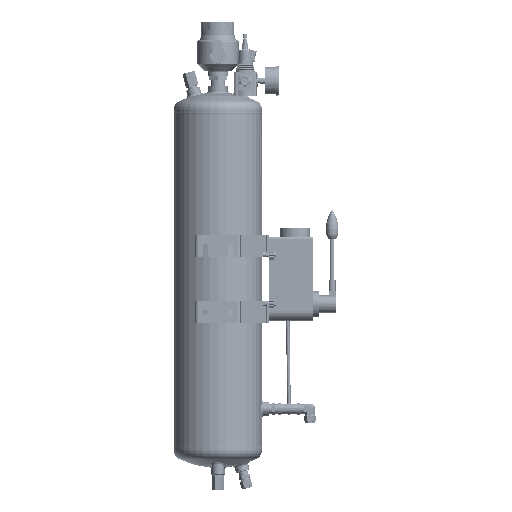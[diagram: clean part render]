
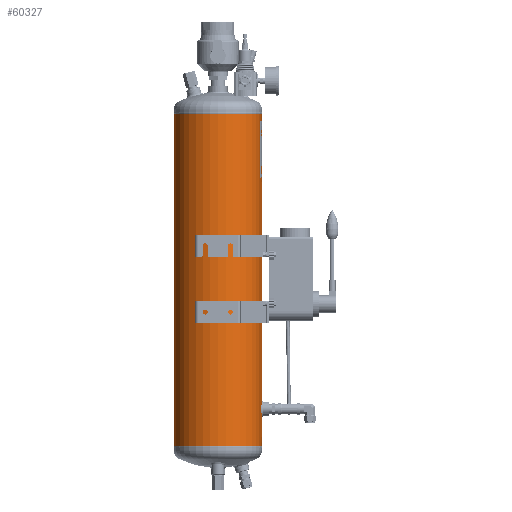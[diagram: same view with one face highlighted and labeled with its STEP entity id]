
A CAD part, left-side view. The second image highlights one B-rep face of the part: STEP entity #60327.
In plain terms, the highlighted cylindrical face has radius 100 mm (diameter 200 mm), a partial arc.
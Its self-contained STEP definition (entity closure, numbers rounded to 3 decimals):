
#3930=B_SPLINE_CURVE_WITH_KNOTS('',3,(#96656,#96657,#96658,#96659,#96660,
#96661,#96662,#96663,#96664,#96665,#96666),.UNSPECIFIED.,.T.,.F.,(1,1,1,
1,1,1,1,1,1,1,1,1,1,1,1),(-0.012,-0.008,-0.004,
0.,0.004,0.008,0.012,0.016,
0.02,0.023,0.027,0.031,
0.035,0.039,0.043),.UNSPECIFIED.);
#3931=B_SPLINE_CURVE_WITH_KNOTS('',3,(#96668,#96669,#96670,#96671,#96672,
#96673,#96674,#96675,#96676,#96677,#96678),.UNSPECIFIED.,.T.,.F.,(1,1,1,
1,1,1,1,1,1,1,1,1,1,1,1),(-0.012,-0.008,-0.004,
0.,0.004,0.008,0.012,0.016,
0.02,0.023,0.027,0.031,
0.035,0.039,0.043),.UNSPECIFIED.);
#3932=B_SPLINE_CURVE_WITH_KNOTS('',3,(#96680,#96681,#96682,#96683,#96684,
#96685,#96686,#96687,#96688,#96689,#96690,#96691,#96692,#96693,#96694,#96695,
#96696,#96697,#96698),.UNSPECIFIED.,.T.,.F.,(1,1,1,1,1,1,1,1,1,1,1,1,1,
1,1,1,1,1,1,1,1,1,1),(-0.018,-0.012,-0.006,
0.,0.006,0.012,0.018,
0.023,0.029,0.035,0.041,
0.047,0.053,0.059,0.065,
0.07,0.076,0.082,0.088,
0.094,0.1,0.106,0.112),
 .UNSPECIFIED.);
#6382=LINE('',#96700,#10294);
#6383=LINE('',#96705,#10295);
#10294=VECTOR('',#80037,1000.);
#10295=VECTOR('',#80040,1000.);
#14211=ORIENTED_EDGE('',*,*,#32235,.T.);
#14212=ORIENTED_EDGE('',*,*,#32236,.T.);
#14213=ORIENTED_EDGE('',*,*,#32237,.T.);
#14214=ORIENTED_EDGE('',*,*,#32238,.T.);
#14215=ORIENTED_EDGE('',*,*,#32239,.T.);
#14216=ORIENTED_EDGE('',*,*,#32240,.F.);
#14217=ORIENTED_EDGE('',*,*,#32241,.F.);
#32235=EDGE_CURVE('',#41247,#41247,#3930,.T.);
#32236=EDGE_CURVE('',#41248,#41248,#3931,.T.);
#32237=EDGE_CURVE('',#41249,#41249,#3932,.T.);
#32238=EDGE_CURVE('',#41250,#41251,#6382,.T.);
#32239=EDGE_CURVE('',#41251,#41252,#47485,.T.);
#32240=EDGE_CURVE('',#41253,#41252,#6383,.T.);
#32241=EDGE_CURVE('',#41250,#41253,#47486,.T.);
#41247=VERTEX_POINT('',#96667);
#41248=VERTEX_POINT('',#96679);
#41249=VERTEX_POINT('',#96699);
#41250=VERTEX_POINT('',#96701);
#41251=VERTEX_POINT('',#96702);
#41252=VERTEX_POINT('',#96704);
#41253=VERTEX_POINT('',#96706);
#47485=CIRCLE('',#73698,100.);
#47486=CIRCLE('',#73699,100.);
#49756=EDGE_LOOP('',(#14211));
#49757=EDGE_LOOP('',(#14212));
#49758=EDGE_LOOP('',(#14213));
#49759=EDGE_LOOP('',(#14214,#14215,#14216,#14217));
#54568=FACE_BOUND('',#49756,.T.);
#54569=FACE_BOUND('',#49757,.T.);
#54570=FACE_BOUND('',#49758,.T.);
#54571=FACE_BOUND('',#49759,.T.);
#59380=CYLINDRICAL_SURFACE('',#73697,100.);
#60327=ADVANCED_FACE('',(#54568,#54569,#54570,#54571),#59380,.T.);
#73697=AXIS2_PLACEMENT_3D('',#96655,#80035,#80036);
#73698=AXIS2_PLACEMENT_3D('',#96703,#80038,#80039);
#73699=AXIS2_PLACEMENT_3D('',#96707,#80041,#80042);
#80035=DIRECTION('',(0.,-1.,0.));
#80036=DIRECTION('',(0.,0.,-1.));
#80037=DIRECTION('',(0.,-1.,0.));
#80038=DIRECTION('',(0.,1.,0.));
#80039=DIRECTION('',(1.,0.,0.));
#80040=DIRECTION('',(0.,-1.,0.));
#80041=DIRECTION('',(0.,1.,0.));
#80042=DIRECTION('',(1.,0.,0.));
#96655=CARTESIAN_POINT('',(0.,750.,0.));
#96656=CARTESIAN_POINT('',(-3.915,48.922,-99.938));
#96657=CARTESIAN_POINT('',(-5.542,44.999,-99.844));
#96658=CARTESIAN_POINT('',(-3.916,41.082,-99.938));
#96659=CARTESIAN_POINT('',(-0.004,39.46,-100.031));
#96660=CARTESIAN_POINT('',(3.917,41.079,-99.938));
#96661=CARTESIAN_POINT('',(5.54,44.999,-99.844));
#96662=CARTESIAN_POINT('',(3.922,48.913,-99.937));
#96663=CARTESIAN_POINT('',(0.006,50.541,-100.031));
#96664=CARTESIAN_POINT('',(-3.915,48.922,-99.938));
#96665=CARTESIAN_POINT('',(-5.542,44.999,-99.844));
#96666=CARTESIAN_POINT('',(-3.916,41.082,-99.938));
#96667=CARTESIAN_POINT('',(-5.,45.,-99.875));
#96668=CARTESIAN_POINT('',(-3.915,158.922,-99.938));
#96669=CARTESIAN_POINT('',(-5.542,154.999,-99.844));
#96670=CARTESIAN_POINT('',(-3.916,151.082,-99.938));
#96671=CARTESIAN_POINT('',(-0.004,149.46,-100.031));
#96672=CARTESIAN_POINT('',(3.917,151.079,-99.938));
#96673=CARTESIAN_POINT('',(5.54,154.999,-99.844));
#96674=CARTESIAN_POINT('',(3.922,158.913,-99.937));
#96675=CARTESIAN_POINT('',(0.006,160.541,-100.031));
#96676=CARTESIAN_POINT('',(-3.915,158.922,-99.938));
#96677=CARTESIAN_POINT('',(-5.542,154.999,-99.844));
#96678=CARTESIAN_POINT('',(-3.916,151.082,-99.938));
#96679=CARTESIAN_POINT('',(-5.,155.,-99.875));
#96680=CARTESIAN_POINT('',(-98.994,672.42,14.208));
#96681=CARTESIAN_POINT('',(-98.806,666.495,15.395));
#96682=CARTESIAN_POINT('',(-98.993,660.6,14.214));
#96683=CARTESIAN_POINT('',(-99.436,655.617,10.88));
#96684=CARTESIAN_POINT('',(-99.878,652.286,5.9));
#96685=CARTESIAN_POINT('',(-100.061,651.109,0.009));
#96686=CARTESIAN_POINT('',(-99.879,652.279,-5.887));
#96687=CARTESIAN_POINT('',(-99.437,655.615,-10.879));
#96688=CARTESIAN_POINT('',(-98.992,660.601,-14.215));
#96689=CARTESIAN_POINT('',(-98.807,666.494,-15.391));
#96690=CARTESIAN_POINT('',(-98.992,672.387,-14.219));
#96691=CARTESIAN_POINT('',(-99.435,677.371,-10.892));
#96692=CARTESIAN_POINT('',(-99.877,680.709,-5.914));
#96693=CARTESIAN_POINT('',(-100.061,681.893,-0.013));
#96694=CARTESIAN_POINT('',(-99.878,680.72,5.889));
#96695=CARTESIAN_POINT('',(-99.437,677.387,10.874));
#96696=CARTESIAN_POINT('',(-98.994,672.42,14.208));
#96697=CARTESIAN_POINT('',(-98.806,666.495,15.395));
#96698=CARTESIAN_POINT('',(-98.993,660.6,14.214));
#96699=CARTESIAN_POINT('',(-98.869,666.5,15.));
#96700=CARTESIAN_POINT('',(0.254,801.561,100.));
#96701=CARTESIAN_POINT('',(0.254,750.,100.));
#96702=CARTESIAN_POINT('',(0.254,0.,100.));
#96703=CARTESIAN_POINT('',(0.,0.,0.));
#96704=CARTESIAN_POINT('',(-0.254,0.,100.));
#96705=CARTESIAN_POINT('',(-0.254,801.561,100.));
#96706=CARTESIAN_POINT('',(-0.254,750.,100.));
#96707=CARTESIAN_POINT('',(0.,750.,0.));
